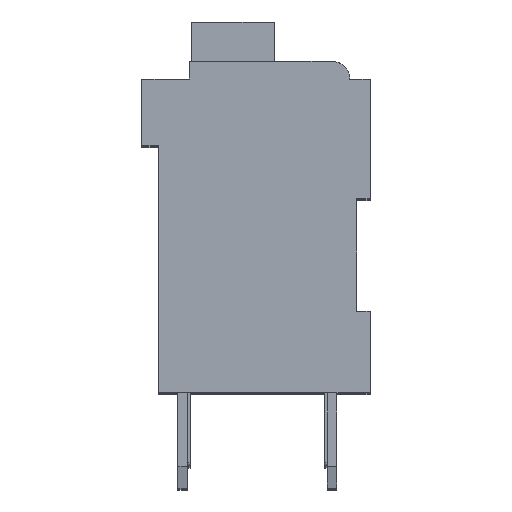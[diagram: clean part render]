
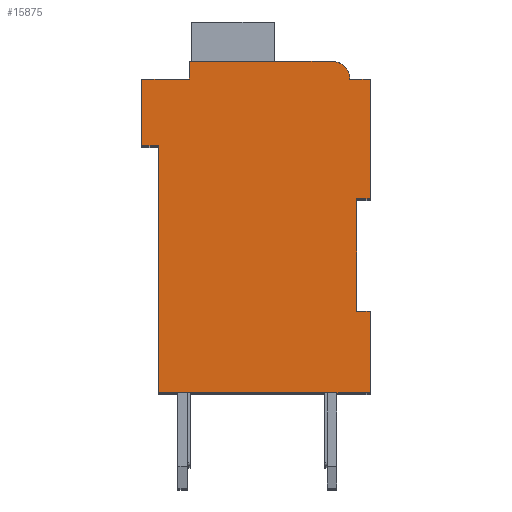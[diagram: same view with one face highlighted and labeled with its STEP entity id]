
A CAD part, top view. The second image highlights one B-rep face of the part: STEP entity #15875.
In plain terms, the highlighted planar face has unit normal (0, 0, 1).
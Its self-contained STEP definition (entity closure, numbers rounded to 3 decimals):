
#2606=DIRECTION('',(1.,0.,0.));
#2607=VECTOR('',#2606,0.5);
#2608=CARTESIAN_POINT('',(7.3,7.15,2.1));
#2609=LINE('',#2608,#2607);
#2610=DIRECTION('',(0.,1.,0.));
#2611=VECTOR('',#2610,4.15);
#2612=CARTESIAN_POINT('',(7.3,3.,2.1));
#2613=LINE('',#2612,#2611);
#2614=DIRECTION('',(-1.,0.,0.));
#2615=VECTOR('',#2614,0.5);
#2616=CARTESIAN_POINT('',(7.8,3.,2.1));
#2617=LINE('',#2616,#2615);
#2618=DIRECTION('',(0.,1.,0.));
#2619=VECTOR('',#2618,3.);
#2620=CARTESIAN_POINT('',(7.8,0.,2.1));
#2621=LINE('',#2620,#2619);
#2622=DIRECTION('',(1.,0.,0.));
#2623=VECTOR('',#2622,7.8);
#2624=CARTESIAN_POINT('',(0.,0.,2.1));
#2625=LINE('',#2624,#2623);
#2626=DIRECTION('',(0.,-1.,0.));
#2627=VECTOR('',#2626,9.1);
#2628=CARTESIAN_POINT('',(0.,9.1,2.1));
#2629=LINE('',#2628,#2627);
#2630=DIRECTION('',(1.,0.,0.));
#2631=VECTOR('',#2630,0.6);
#2632=CARTESIAN_POINT('',(-0.6,9.1,2.1));
#2633=LINE('',#2632,#2631);
#2634=DIRECTION('',(0.,-1.,0.));
#2635=VECTOR('',#2634,2.45);
#2636=CARTESIAN_POINT('',(-0.6,11.55,2.1));
#2637=LINE('',#2636,#2635);
#2638=DIRECTION('',(-1.,0.,0.));
#2639=VECTOR('',#2638,1.75);
#2640=CARTESIAN_POINT('',(1.15,11.55,2.1));
#2641=LINE('',#2640,#2639);
#2642=DIRECTION('',(0.,-1.,0.));
#2643=VECTOR('',#2642,0.65);
#2644=CARTESIAN_POINT('',(1.15,12.2,2.1));
#2645=LINE('',#2644,#2643);
#2646=DIRECTION('',(-1.,0.,0.));
#2647=VECTOR('',#2646,5.25);
#2648=CARTESIAN_POINT('',(6.4,12.2,2.1));
#2649=LINE('',#2648,#2647);
#2650=CARTESIAN_POINT('',(6.4,11.55,2.1));
#2651=DIRECTION('',(0.,0.,1.));
#2652=DIRECTION('',(1.,0.,0.));
#2653=AXIS2_PLACEMENT_3D('',#2650,#2651,#2652);
#2655=DIRECTION('',(-1.,0.,0.));
#2656=VECTOR('',#2655,0.75);
#2657=CARTESIAN_POINT('',(7.8,11.55,2.1));
#2658=LINE('',#2657,#2656);
#2659=DIRECTION('',(0.,1.,0.));
#2660=VECTOR('',#2659,4.4);
#2661=CARTESIAN_POINT('',(7.8,7.15,2.1));
#2662=LINE('',#2661,#2660);
#10331=CARTESIAN_POINT('',(7.3,7.15,2.1));
#10332=CARTESIAN_POINT('',(7.8,7.15,2.1));
#10333=VERTEX_POINT('',#10331);
#10334=VERTEX_POINT('',#10332);
#10335=CARTESIAN_POINT('',(7.8,11.55,2.1));
#10336=VERTEX_POINT('',#10335);
#10337=CARTESIAN_POINT('',(7.05,11.55,2.1));
#10338=VERTEX_POINT('',#10337);
#10339=CARTESIAN_POINT('',(6.4,12.2,2.1));
#10340=VERTEX_POINT('',#10339);
#10341=CARTESIAN_POINT('',(1.15,12.2,2.1));
#10342=VERTEX_POINT('',#10341);
#10343=CARTESIAN_POINT('',(1.15,11.55,2.1));
#10344=VERTEX_POINT('',#10343);
#10345=CARTESIAN_POINT('',(-0.6,11.55,2.1));
#10346=VERTEX_POINT('',#10345);
#10347=CARTESIAN_POINT('',(-0.6,9.1,2.1));
#10348=VERTEX_POINT('',#10347);
#10349=CARTESIAN_POINT('',(0.,9.1,2.1));
#10350=VERTEX_POINT('',#10349);
#10351=CARTESIAN_POINT('',(0.,0.,2.1));
#10352=VERTEX_POINT('',#10351);
#10353=CARTESIAN_POINT('',(7.8,0.,2.1));
#10354=VERTEX_POINT('',#10353);
#10355=CARTESIAN_POINT('',(7.8,3.,2.1));
#10356=VERTEX_POINT('',#10355);
#10357=CARTESIAN_POINT('',(7.3,3.,2.1));
#10358=VERTEX_POINT('',#10357);
#15851=CARTESIAN_POINT('',(0.,0.,2.1));
#15852=DIRECTION('',(0.,0.,1.));
#15853=DIRECTION('',(1.,0.,0.));
#15854=AXIS2_PLACEMENT_3D('',#15851,#15852,#15853);
#15855=PLANE('',#15854);
#15856=ORIENTED_EDGE('',*,*,#13572,.F.);
#15857=ORIENTED_EDGE('',*,*,#14108,.F.);
#15859=ORIENTED_EDGE('',*,*,#15858,.F.);
#15861=ORIENTED_EDGE('',*,*,#15860,.F.);
#15863=ORIENTED_EDGE('',*,*,#15862,.F.);
#15864=ORIENTED_EDGE('',*,*,#14300,.F.);
#15865=ORIENTED_EDGE('',*,*,#14412,.F.);
#15866=ORIENTED_EDGE('',*,*,#14611,.F.);
#15867=ORIENTED_EDGE('',*,*,#14815,.F.);
#15868=ORIENTED_EDGE('',*,*,#14884,.F.);
#15869=ORIENTED_EDGE('',*,*,#15203,.F.);
#15870=ORIENTED_EDGE('',*,*,#15667,.F.);
#15871=ORIENTED_EDGE('',*,*,#15555,.F.);
#15872=ORIENTED_EDGE('',*,*,#13864,.F.);
#15873=EDGE_LOOP('',(#15856,#15857,#15859,#15861,#15863,#15864,#15865,#15866,
#15867,#15868,#15869,#15870,#15871,#15872));
#15874=FACE_OUTER_BOUND('',#15873,.F.);
#2654=CIRCLE('',#2653,0.65);
#13572=EDGE_CURVE('',#10333,#10334,#2609,.T.);
#13864=EDGE_CURVE('',#10334,#10336,#2662,.T.);
#14108=EDGE_CURVE('',#10358,#10333,#2613,.T.);
#14300=EDGE_CURVE('',#10350,#10352,#2629,.T.);
#14412=EDGE_CURVE('',#10348,#10350,#2633,.T.);
#14611=EDGE_CURVE('',#10346,#10348,#2637,.T.);
#14815=EDGE_CURVE('',#10344,#10346,#2641,.T.);
#14884=EDGE_CURVE('',#10342,#10344,#2645,.T.);
#15203=EDGE_CURVE('',#10340,#10342,#2649,.T.);
#15555=EDGE_CURVE('',#10336,#10338,#2658,.T.);
#15667=EDGE_CURVE('',#10338,#10340,#2654,.T.);
#15858=EDGE_CURVE('',#10356,#10358,#2617,.T.);
#15860=EDGE_CURVE('',#10354,#10356,#2621,.T.);
#15862=EDGE_CURVE('',#10352,#10354,#2625,.T.);
#15875=ADVANCED_FACE('',(#15874),#15855,.T.);
